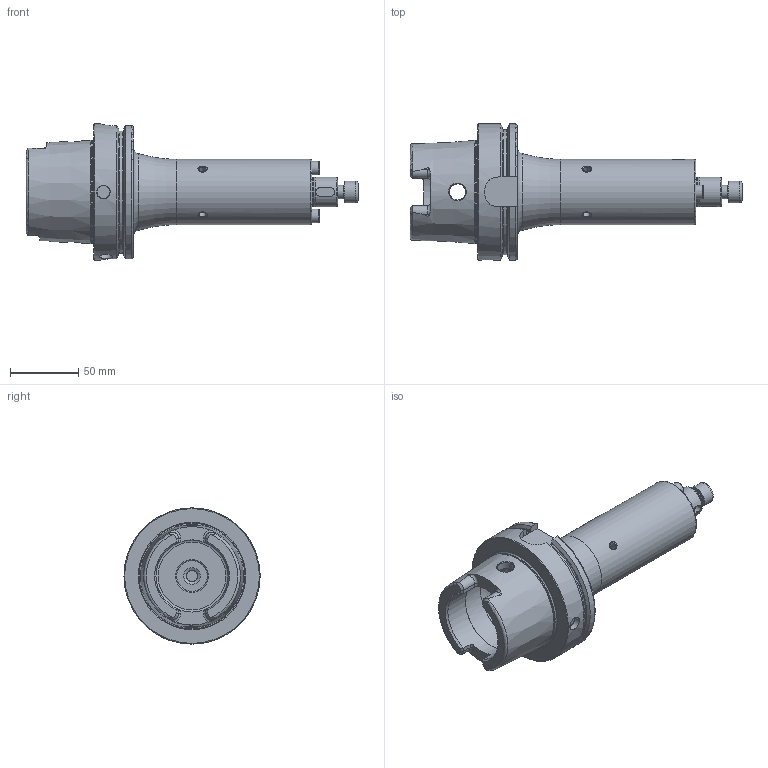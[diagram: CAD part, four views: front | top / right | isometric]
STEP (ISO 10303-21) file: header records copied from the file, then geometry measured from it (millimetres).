
FILE_DESCRIPTION (( 'STEP AP214' ), '1' );
FILE_NAME ('HA0.D22.K01.160.STEP', '2019-10-22T14:06:44', ( '' ), ( '' ), 'SwSTEP 2.0', 'SolidWorks 2017', '' );
FILE_SCHEMA (( 'AUTOMOTIVE_DESIGN' ));
Length unit declared in the file: millimetre
Products named in the file (4): D22-ER1.002.025_A; HA0.D22.K01.160; D22-ER2.001.017_B; HA0-D22.K01.160_C_Fertigbearbeitung
Assembly tree (4 placements, depth 2):
  HA0.D22.K01.160
    HA0-D22.K01.160_C_Fertigbearbeitung
    D22-ER1.002.025_A
    D22-ER2.001.017_B  x2
Bounding box: 243.9 x 100 x 100 mm (x, y, z)
Volume: 492468 mm3; surface area: 80435.5 mm2
Topology: 4 solids, 4 shells, 252 faces, 607 edges, 375 vertices
Faces by surface type: plane 84, cylinder 66, cone 58, torus 41, bspline 2, sphere 1
Full cylindrical faces by diameter (mm): 3.3 x8, 3.8 x2, 4.2 x2, 5 x6, 8 x4, 8.5 x1, 10 x6, 10.5 x1, 12 x3, 16 x1, 21.3 x1, 22 x1, 22.5 x1, 26 x1, 48 x1, 53 x2, 63 x1, 75.265 x1, 100 x1
Entity records: 9156 total; most frequent: CARTESIAN_POINT 3384, DIRECTION 941, ORIENTED_EDGE 842, EDGE_CURVE 421, AXIS2_PLACEMENT_3D 402, EDGE_LOOP 336, VERTEX_POINT 307, FACE_OUTER_BOUND 286
